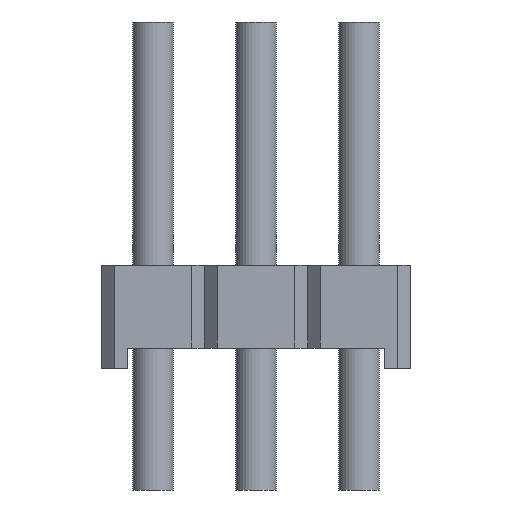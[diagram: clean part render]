
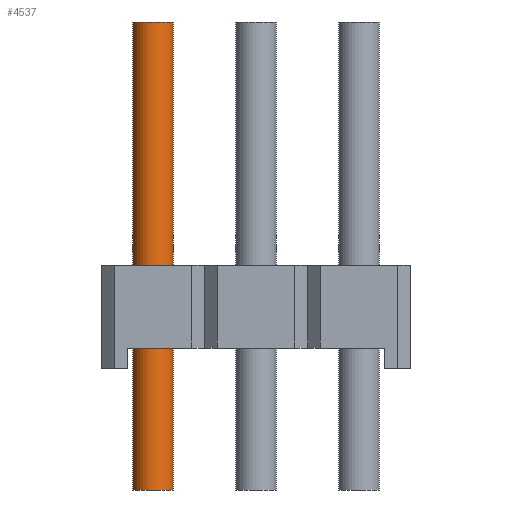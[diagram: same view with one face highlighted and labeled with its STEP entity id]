
A CAD part, left-side view. The second image highlights one B-rep face of the part: STEP entity #4537.
In plain terms, the highlighted cylindrical face has radius 0.5 mm (diameter 1 mm), a full revolution.
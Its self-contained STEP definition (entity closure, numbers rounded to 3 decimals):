
#2508=ORIENTED_EDGE('',*,*,#3152,.F.);
#2509=ORIENTED_EDGE('',*,*,#3153,.T.);
#3152=EDGE_CURVE('',#3582,#3582,#3728,.T.);
#3153=EDGE_CURVE('',#3583,#3583,#3729,.T.);
#3582=VERTEX_POINT('',#7549);
#3583=VERTEX_POINT('',#7551);
#3728=CIRCLE('',#4953,0.5);
#3729=CIRCLE('',#4954,0.5);
#3984=EDGE_LOOP('',(#2508));
#3985=EDGE_LOOP('',(#2509));
#4240=FACE_BOUND('',#3984,.T.);
#4241=FACE_BOUND('',#3985,.T.);
#4318=CYLINDRICAL_SURFACE('',#4952,0.5);
#4537=ADVANCED_FACE('',(#4240,#4241),#4318,.F.);
#4952=AXIS2_PLACEMENT_3D('',#7547,#6215,#6216);
#4953=AXIS2_PLACEMENT_3D('',#7548,#6217,#6218);
#4954=AXIS2_PLACEMENT_3D('',#7550,#6219,#6220);
#6215=DIRECTION('',(0.,0.,1.));
#6216=DIRECTION('',(1.,0.,0.));
#6217=DIRECTION('',(0.,0.,-1.));
#6218=DIRECTION('',(1.,0.,0.));
#6219=DIRECTION('',(0.,0.,-1.));
#6220=DIRECTION('',(1.,0.,0.));
#7547=CARTESIAN_POINT('',(0.,0.,0.));
#7548=CARTESIAN_POINT('',(0.,0.,11.54));
#7549=CARTESIAN_POINT('',(0.5,0.,11.54));
#7550=CARTESIAN_POINT('',(0.,0.,0.));
#7551=CARTESIAN_POINT('',(0.5,0.,0.));
